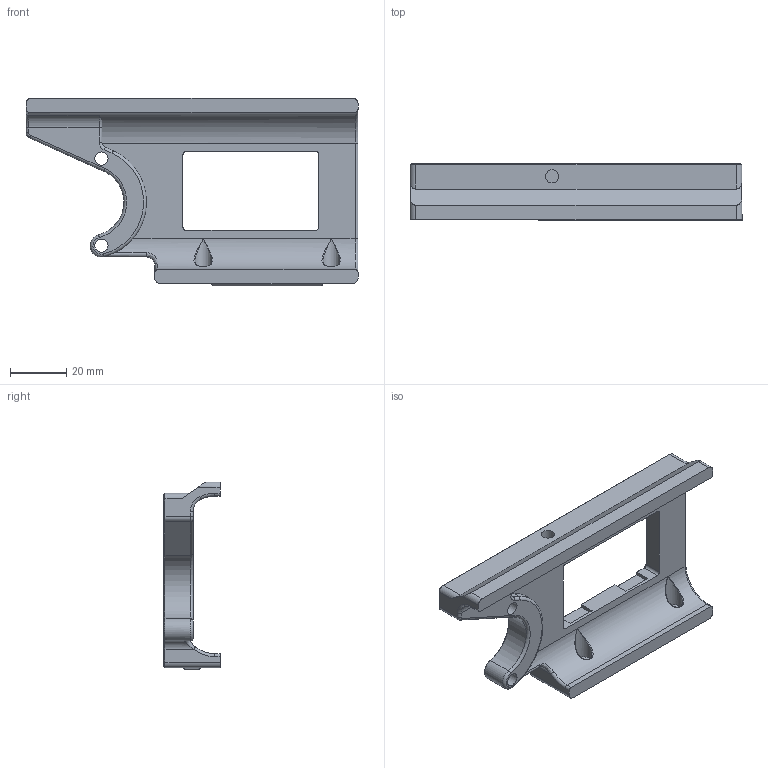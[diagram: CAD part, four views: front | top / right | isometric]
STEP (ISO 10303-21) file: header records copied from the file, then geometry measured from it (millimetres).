
FILE_DESCRIPTION(/* description */ (''),/* implementation_level */ '2;1');
FILE_NAME(/* name */ '1.2mm ICEGS blank.step',/* time_stamp */ '2022-07-17T23:31:25-06:00',/* author */ (''),/* organization */ (''),/* preprocessor_version */ 'ST-DEVELOPER v19',/* originating_system */ 'Autodesk Translation Framework v11.7.0.108',/* authorisation */ '');
FILE_SCHEMA (('AUTOMOTIVE_DESIGN { 1 0 10303 214 3 1 1 }'));
Length unit declared in the file: millimetre
Products named in the file (1): 1.2mm ICEGS
Bounding box: 118 x 20 x 66.8 mm (x, y, z)
Volume: 47076.4 mm3; surface area: 18236.9 mm2
Topology: 1 solids, 1 shells, 137 faces, 339 edges, 202 vertices
Faces by surface type: plane 71, cylinder 38, torus 12, bspline 8, cone 8
Full cylindrical faces by diameter (mm): 3.2 x2, 4.7 x3, 6 x2
Entity records: 4644 total; most frequent: CARTESIAN_POINT 1387, ORIENTED_EDGE 670, DIRECTION 664, EDGE_CURVE 335, AXIS2_PLACEMENT_3D 228, LINE 208, VECTOR 208, VERTEX_POINT 202
